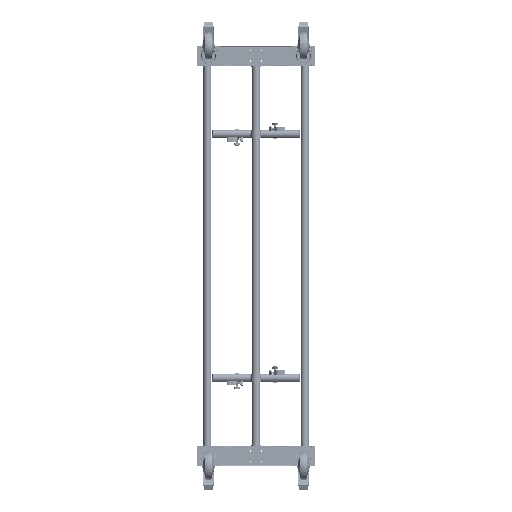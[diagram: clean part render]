
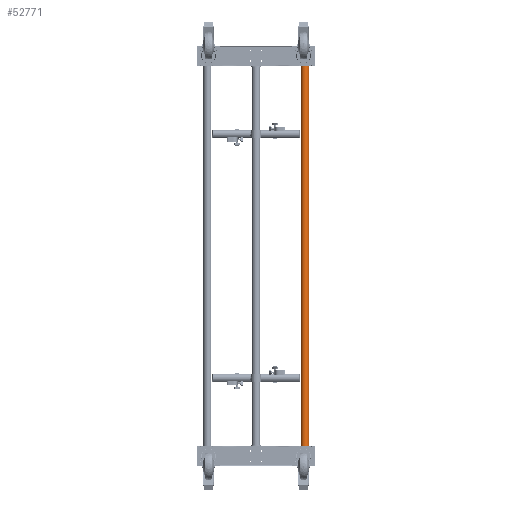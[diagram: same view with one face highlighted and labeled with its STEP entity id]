
A CAD part, front view. The second image highlights one B-rep face of the part: STEP entity #52771.
In plain terms, the highlighted cylindrical face has radius 24 mm (diameter 48 mm), a partial arc.
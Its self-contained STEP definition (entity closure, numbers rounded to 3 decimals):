
#1364 = CYLINDRICAL_SURFACE ( 'NONE', #13980, 24. ) ;
#1927 = CARTESIAN_POINT ( 'NONE',  ( -1250., 0., 24. ) ) ;
#7773 = VECTOR ( 'NONE', #21919, 1000. ) ;
#10009 = ORIENTED_EDGE ( 'NONE', *, *, #27086, .T. ) ;
#10187 = VERTEX_POINT ( 'NONE', #1927 ) ;
#11281 = VECTOR ( 'NONE', #17014, 1000. ) ;
#13980 = AXIS2_PLACEMENT_3D ( 'NONE', #67628, #17762, #51654 ) ;
#15048 = ORIENTED_EDGE ( 'NONE', *, *, #36765, .T. ) ;
#17014 = DIRECTION ( 'NONE',  ( -1., 0., 0. ) ) ;
#17301 = CARTESIAN_POINT ( 'NONE',  ( 1250., 0., 0. ) ) ;
#17762 = DIRECTION ( 'NONE',  ( -1., 0., 0. ) ) ;
#18054 = EDGE_CURVE ( 'NONE', #63232, #30519, #21715, .T. ) ;
#19248 = VERTEX_POINT ( 'NONE', #52708 ) ;
#20067 = DIRECTION ( 'NONE',  ( 1., 0., 0. ) ) ;
#21715 = CIRCLE ( 'NONE', #31019, 24. ) ;
#21919 = DIRECTION ( 'NONE',  ( -1., 0., 0. ) ) ;
#22826 = CARTESIAN_POINT ( 'NONE',  ( 1250., 0., -24. ) ) ;
#25797 = EDGE_LOOP ( 'NONE', ( #50827, #31586, #10009, #15048 ) ) ;
#27086 = EDGE_CURVE ( 'NONE', #63232, #10187, #71780, .T. ) ;
#30519 = VERTEX_POINT ( 'NONE', #54781 ) ;
#31019 = AXIS2_PLACEMENT_3D ( 'NONE', #17301, #33334, #54531 ) ;
#31586 = ORIENTED_EDGE ( 'NONE', *, *, #18054, .F. ) ;
#32708 = LINE ( 'NONE', #22826, #11281 ) ;
#33334 = DIRECTION ( 'NONE',  ( 1., 0., 0. ) ) ;
#36765 = EDGE_CURVE ( 'NONE', #10187, #19248, #71106, .T. ) ;
#39706 = AXIS2_PLACEMENT_3D ( 'NONE', #59015, #20067, #47042 ) ;
#44834 = CARTESIAN_POINT ( 'NONE',  ( 1250., 0., 24. ) ) ;
#47042 = DIRECTION ( 'NONE',  ( 0., 0., -1. ) ) ;
#47355 = EDGE_CURVE ( 'NONE', #30519, #19248, #32708, .T. ) ;
#50827 = ORIENTED_EDGE ( 'NONE', *, *, #47355, .F. ) ;
#51654 = DIRECTION ( 'NONE',  ( 0., 0., 1. ) ) ;
#52708 = CARTESIAN_POINT ( 'NONE',  ( -1250., 0., -24. ) ) ;
#52771 = ADVANCED_FACE ( 'NONE', ( #62896 ), #1364, .T. ) ;
#54531 = DIRECTION ( 'NONE',  ( 0., 0., -1. ) ) ;
#54781 = CARTESIAN_POINT ( 'NONE',  ( 1250., 0., -24. ) ) ;
#59015 = CARTESIAN_POINT ( 'NONE',  ( -1250., 0., 0. ) ) ;
#62896 = FACE_OUTER_BOUND ( 'NONE', #25797, .T. ) ;
#63232 = VERTEX_POINT ( 'NONE', #44834 ) ;
#67628 = CARTESIAN_POINT ( 'NONE',  ( 1250., 0., 0. ) ) ;
#70357 = CARTESIAN_POINT ( 'NONE',  ( 1250., 0., 24. ) ) ;
#71106 = CIRCLE ( 'NONE', #39706, 24. ) ;
#71780 = LINE ( 'NONE', #70357, #7773 ) ;
